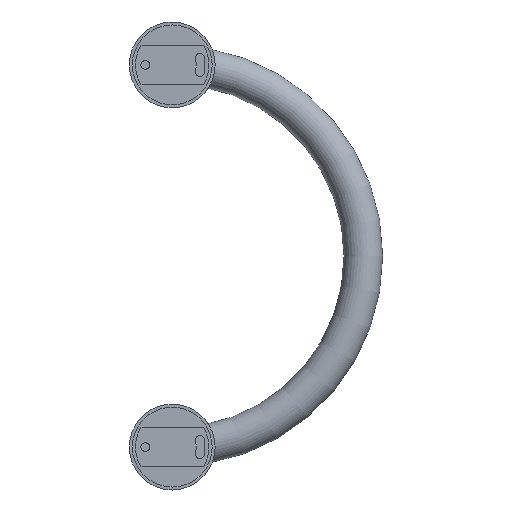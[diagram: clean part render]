
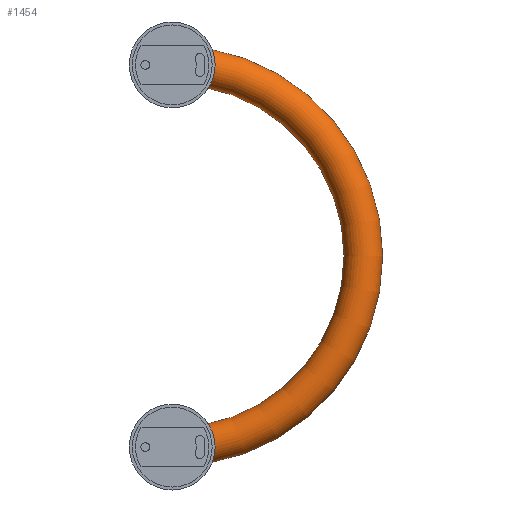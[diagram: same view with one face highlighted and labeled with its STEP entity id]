
A CAD part, left-side view. The second image highlights one B-rep face of the part: STEP entity #1454.
In plain terms, the highlighted toroidal (fillet/blend) face has major radius 99.06 mm and minor radius 9.995 mm.
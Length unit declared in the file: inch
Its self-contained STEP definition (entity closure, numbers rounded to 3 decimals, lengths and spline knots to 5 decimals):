
#422=CARTESIAN_POINT('',(-4.2935,0.,2.25));
#445=CARTESIAN_POINT('',(-3.5065,0.,2.25));
#477=CARTESIAN_POINT('',(0.,0.,2.25));
#478=DIRECTION('',(0.,0.,-1.));
#479=DIRECTION('',(1.,0.,0.));
#480=AXIS2_PLACEMENT_3D('',#477,#478,#479);
#482=CARTESIAN_POINT('',(-4.2935,0.,2.25));
#483=CARTESIAN_POINT('',(-4.2935,-0.00862,
2.24225));
#484=CARTESIAN_POINT('',(-4.293,-0.02769,
2.22511));
#485=CARTESIAN_POINT('',(-4.2896,-0.06207,
2.1942));
#486=CARTESIAN_POINT('',(-4.2824,-0.10079,
2.15932));
#487=CARTESIAN_POINT('',(-4.27026,-0.14303,
2.12116));
#488=CARTESIAN_POINT('',(-4.25211,-0.1877,
2.0806));
#489=CARTESIAN_POINT('',(-4.2262,-0.23469,
2.03761));
#490=CARTESIAN_POINT('',(-4.18962,-0.28422,
1.9918));
#491=CARTESIAN_POINT('',(-4.13612,-0.33634,
1.94269));
#492=CARTESIAN_POINT('',(-4.06565,-0.38133,
1.89882));
#493=CARTESIAN_POINT('',(-3.9907,-0.40878,
1.87025));
#494=CARTESIAN_POINT('',(-3.91926,-0.41988,
1.85662));
#495=CARTESIAN_POINT('',(-3.84874,-0.41751,
1.85548));
#496=CARTESIAN_POINT('',(-3.78063,-0.40227,
1.86665));
#497=CARTESIAN_POINT('',(-3.71208,-0.37249,
1.89187));
#498=CARTESIAN_POINT('',(-3.64602,-0.32569,
1.93411));
#499=CARTESIAN_POINT('',(-3.59116,-0.26552,
1.99057));
#500=CARTESIAN_POINT('',(-3.55395,-0.20505,
2.04865));
#501=CARTESIAN_POINT('',(-3.52903,-0.14539,
2.10674));
#502=CARTESIAN_POINT('',(-3.51487,-0.09178,
2.1594));
#503=CARTESIAN_POINT('',(-3.50779,-0.04346,
2.20705));
#504=CARTESIAN_POINT('',(-3.5065,-0.01396,
2.2362));
#505=CARTESIAN_POINT('',(-3.5065,0.,2.25));
#507=CARTESIAN_POINT('',(0.,0.,2.25));
#508=DIRECTION('',(0.,0.,1.));
#509=DIRECTION('',(-1.,0.,0.));
#510=AXIS2_PLACEMENT_3D('',#507,#508,#509);
#512=CARTESIAN_POINT('',(3.5065,0.,2.25));
#513=CARTESIAN_POINT('',(3.5065,-0.01396,2.2362));
#514=CARTESIAN_POINT('',(3.50779,-0.0434,2.20711));
#515=CARTESIAN_POINT('',(3.51483,-0.09152,2.15965));
#516=CARTESIAN_POINT('',(3.5288,-0.14457,2.10755));
#517=CARTESIAN_POINT('',(3.55304,-0.20314,2.0505));
#518=CARTESIAN_POINT('',(3.58939,-0.26303,1.99294));
#519=CARTESIAN_POINT('',(3.64319,-0.32316,1.93645));
#520=CARTESIAN_POINT('',(3.70924,-0.37092,1.89326));
#521=CARTESIAN_POINT('',(3.77773,-0.40131,1.86742));
#522=CARTESIAN_POINT('',(3.84585,-0.41714,1.8557));
#523=CARTESIAN_POINT('',(3.91631,-0.42005,1.85633));
#524=CARTESIAN_POINT('',(3.98773,-0.40952,1.86944));
#525=CARTESIAN_POINT('',(4.06254,-0.38285,1.8973));
#526=CARTESIAN_POINT('',(4.13372,-0.33832,1.94081));
#527=CARTESIAN_POINT('',(4.18853,-0.28555,1.99056));
#528=CARTESIAN_POINT('',(4.22563,-0.23562,2.03677));
#529=CARTESIAN_POINT('',(4.25184,-0.18829,2.08006));
#530=CARTESIAN_POINT('',(4.27016,-0.14337,2.12086));
#531=CARTESIAN_POINT('',(4.28239,-0.10088,2.15924));
#532=CARTESIAN_POINT('',(4.28961,-0.062,2.19426));
#533=CARTESIAN_POINT('',(4.29301,-0.02756,2.22523));
#534=CARTESIAN_POINT('',(4.2935,-0.00856,2.24231));
#535=CARTESIAN_POINT('',(4.2935,0.,2.25));
#542=CARTESIAN_POINT('',(3.5065,0.,2.25));
#565=CARTESIAN_POINT('',(4.2935,0.,2.25));
#648=VERTEX_POINT('',#542);
#649=VERTEX_POINT('',#565);
#650=VERTEX_POINT('',#422);
#651=VERTEX_POINT('',#445);
#1442=CARTESIAN_POINT('',(0.,0.,2.25));
#1443=DIRECTION('',(0.,0.,1.));
#1444=DIRECTION('',(0.,1.,0.));
#1445=AXIS2_PLACEMENT_3D('',#1442,#1443,#1444);
#1446=TOROIDAL_SURFACE('',#1445,3.9,0.3935);
#1447=ORIENTED_EDGE('',*,*,#705,.T.);
#1448=ORIENTED_EDGE('',*,*,#1437,.F.);
#1449=ORIENTED_EDGE('',*,*,#701,.T.);
#1451=ORIENTED_EDGE('',*,*,#1450,.F.);
#1452=EDGE_LOOP('',(#1447,#1448,#1449,#1451));
#1453=FACE_OUTER_BOUND('',#1452,.F.);
#1454=ADVANCED_FACE('',(#1453),#1446,.T.);
#481=CIRCLE('',#480,3.5065);
#506=B_SPLINE_CURVE_WITH_KNOTS('',3,(#482,#483,#484,#485,#486,#487,#488,#489,
#490,#491,#492,#493,#494,#495,#496,#497,#498,#499,#500,#501,#502,#503,#504,
#505),.UNSPECIFIED.,.F.,.F.,(4,1,1,1,1,1,1,1,1,1,1,1,1,1,1,1,1,1,1,1,1,4),(0.,
0.04762,0.09524,0.14286,0.19048,
0.2381,0.28571,0.33333,0.38095,
0.42857,0.47619,0.52381,0.57143,
0.61905,0.66667,0.71429,0.7619,
0.80952,0.85714,0.90476,0.95238,1.),
.UNSPECIFIED.);
#511=CIRCLE('',#510,4.2935);
#536=B_SPLINE_CURVE_WITH_KNOTS('',3,(#512,#513,#514,#515,#516,#517,#518,#519,
#520,#521,#522,#523,#524,#525,#526,#527,#528,#529,#530,#531,#532,#533,#534,
#535),.UNSPECIFIED.,.F.,.F.,(4,1,1,1,1,1,1,1,1,1,1,1,1,1,1,1,1,1,1,1,1,4),(0.,
0.04762,0.09524,0.14286,0.19048,
0.2381,0.28571,0.33333,0.38095,
0.42857,0.47619,0.52381,0.57143,
0.61905,0.66667,0.71429,0.7619,
0.80952,0.85714,0.90476,0.95238,1.),
.UNSPECIFIED.);
#701=EDGE_CURVE('',#650,#649,#511,.T.);
#705=EDGE_CURVE('',#648,#651,#481,.T.);
#1437=EDGE_CURVE('',#650,#651,#506,.T.);
#1450=EDGE_CURVE('',#648,#649,#536,.T.);
